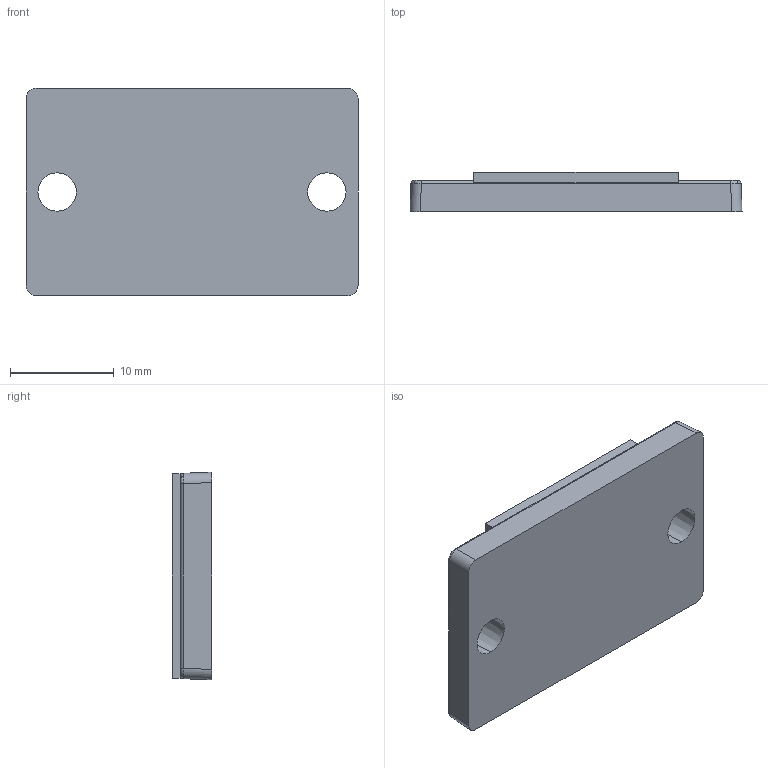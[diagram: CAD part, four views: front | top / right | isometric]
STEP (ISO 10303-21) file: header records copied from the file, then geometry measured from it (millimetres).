
FILE_DESCRIPTION (( 'STEP AP203' ), '1' );
FILE_NAME ('22084500d.STEP', '2022-05-16T12:18:41', ( '' ), ( '' ), 'SwSTEP 2.0', 'SolidWorks 2021', '' );
FILE_SCHEMA (( 'CONFIG_CONTROL_DESIGN' ));
Length unit declared in the file: millimetre
Products named in the file (1): 22084500d
Bounding box: 32 x 3.8 x 20 mm (x, y, z)
Volume: 2143.3 mm3; surface area: 1654.5 mm2
Topology: 1 solids, 1 shells, 32 faces, 82 edges, 52 vertices
Faces by surface type: plane 12, bspline 8, cylinder 8, cone 4
Entity records: 1107 total; most frequent: CARTESIAN_POINT 315, ORIENTED_EDGE 164, DIRECTION 136, EDGE_CURVE 82, VERTEX_POINT 52, AXIS2_PLACEMENT_3D 49, LINE 38, VECTOR 38
